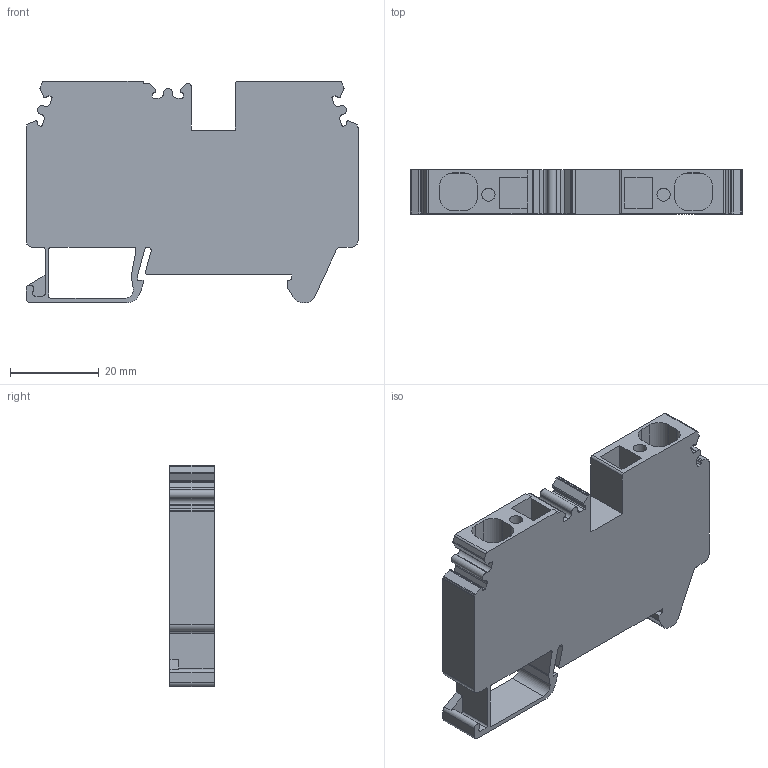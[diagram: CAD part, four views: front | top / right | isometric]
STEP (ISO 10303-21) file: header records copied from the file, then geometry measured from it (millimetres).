
FILE_DESCRIPTION( ( 'Unknown' ), '1' );
FILE_NAME( 'CSC10T.stp', 'Unknown', ( 'Unknown' ), ( 'Unknown' ), 'PSStep 14.0', 'Unknown', ' ' );
FILE_SCHEMA( ( 'AUTOMOTIVE_DESIGN { 1 0 10303 214 1 1 1 1 }' ) );
Length unit declared in the file: millimetre
Products named in the file (1): 1
Bounding box: 75 x 10 x 50 mm (x, y, z)
Volume: 26601.5 mm3; surface area: 11459.9 mm2
Topology: 1 solids, 1 shells, 176 faces, 505 edges, 336 vertices
Faces by surface type: plane 98, cylinder 78
Full cylindrical faces by diameter (mm): 3 x2
Entity records: 7208 total; most frequent: CARTESIAN_POINT 1016, DIRECTION 1014, ORIENTED_EDGE 1006, EDGE_CURVE 503, LINE 346, VECTOR 346, VERTEX_POINT 336, AXIS2_PLACEMENT_3D 334
